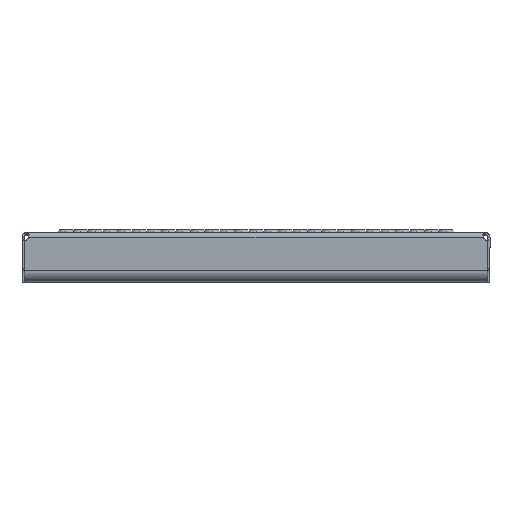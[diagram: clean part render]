
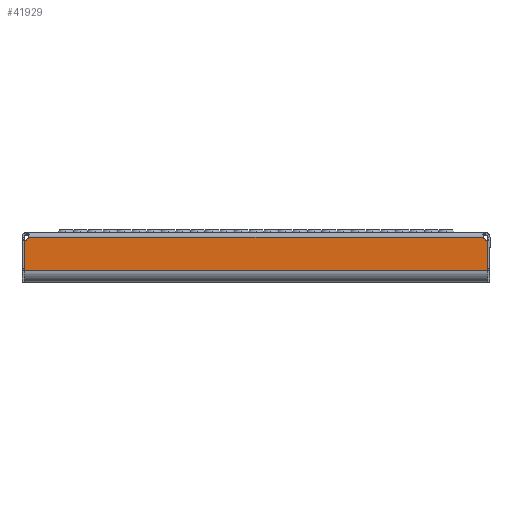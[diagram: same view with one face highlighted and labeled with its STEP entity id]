
A CAD part, top view. The second image highlights one B-rep face of the part: STEP entity #41929.
In plain terms, the highlighted planar face has unit normal (0, 0, 1).
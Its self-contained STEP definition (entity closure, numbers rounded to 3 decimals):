
#4151 = CARTESIAN_POINT ( 'NONE',  ( -199., -2.288, 75. ) ) ;
#4152 = DIRECTION ( 'NONE',  ( 0., 0., -1. ) ) ;
#4153 = DIRECTION ( 'NONE',  ( 0., -1., 0. ) ) ;
#4154 = CARTESIAN_POINT ( 'NONE',  ( -197.99, -32.498, 75. ) ) ;
#4155 = DIRECTION ( 'NONE',  ( 1., 0., 0. ) ) ;
#4156 = CARTESIAN_POINT ( 'NONE',  ( 199., -2.288, 75. ) ) ;
#4157 = DIRECTION ( 'NONE',  ( 0., 0., -1. ) ) ;
#4158 = DIRECTION ( 'NONE',  ( 0., -1., 0. ) ) ;
#4167 = CARTESIAN_POINT ( 'NONE',  ( 197.99, -7.185, 75. ) ) ;
#4168 = DIRECTION ( 'NONE',  ( 0., 1., 0. ) ) ;
#4175 = CARTESIAN_POINT ( 'NONE',  ( -199., -4., 75. ) ) ;
#4176 = DIRECTION ( 'NONE',  ( 1., 0., 0. ) ) ;
#4265 = CARTESIAN_POINT ( 'NONE',  ( -197.99, -7.185, 75. ) ) ;
#4266 = DIRECTION ( 'NONE',  ( 0., -1., 0. ) ) ;
#6826 = CIRCLE ( 'NONE', #6828, 5. ) ;
#6828 = AXIS2_PLACEMENT_3D ( 'NONE', #4151, #4152, #4153 ) ;
#6829 = CIRCLE ( 'NONE', #6831, 5. ) ;
#6830 = VECTOR ( 'NONE', #4155, 1000. ) ;
#6831 = AXIS2_PLACEMENT_3D ( 'NONE', #4156, #4157, #4158 ) ;
#6836 = VECTOR ( 'NONE', #4168, 1000. ) ;
#6840 = VECTOR ( 'NONE', #4176, 1000. ) ;
#6844 = VECTOR ( 'NONE', #4266, 1000. ) ;
#16304 = LINE ( 'NONE', #4154, #6830 ) ;
#16306 = LINE ( 'NONE', #4167, #6836 ) ;
#16310 = LINE ( 'NONE', #4175, #6840 ) ;
#16313 = LINE ( 'NONE', #4265, #6844 ) ;
#16613 = CARTESIAN_POINT ( 'NONE',  ( 197.99, -7.185, 75. ) ) ;
#16617 = CARTESIAN_POINT ( 'NONE',  ( 197.99, -32.498, 75. ) ) ;
#16623 = CARTESIAN_POINT ( 'NONE',  ( 194.302, -4., 75. ) ) ;
#16625 = CARTESIAN_POINT ( 'NONE',  ( -194.302, -4., 75. ) ) ;
#16629 = CARTESIAN_POINT ( 'NONE',  ( -197.99, -7.185, 75. ) ) ;
#16631 = CARTESIAN_POINT ( 'NONE',  ( -197.99, -32.498, 75. ) ) ;
#23303 = EDGE_CURVE ( 'NONE', #39674, #39676, #6826, .T. ) ;
#23304 = EDGE_CURVE ( 'NONE', #39677, #39670, #16304, .T. ) ;
#23305 = EDGE_CURVE ( 'NONE', #39668, #39673, #6829, .T. ) ;
#23309 = EDGE_CURVE ( 'NONE', #39670, #39668, #16306, .T. ) ;
#23313 = EDGE_CURVE ( 'NONE', #39674, #39673, #16310, .T. ) ;
#23326 = EDGE_CURVE ( 'NONE', #39676, #39677, #16313, .T. ) ;
#31147 = ORIENTED_EDGE ( 'NONE', *, *, #23313, .F. ) ;
#31148 = ORIENTED_EDGE ( 'NONE', *, *, #23309, .T. ) ;
#31149 = ORIENTED_EDGE ( 'NONE', *, *, #23304, .T. ) ;
#31355 = ORIENTED_EDGE ( 'NONE', *, *, #23326, .T. ) ;
#31356 = ORIENTED_EDGE ( 'NONE', *, *, #23303, .T. ) ;
#31357 = ORIENTED_EDGE ( 'NONE', *, *, #23305, .T. ) ;
#39668 = VERTEX_POINT ( 'NONE', #16613 ) ;
#39670 = VERTEX_POINT ( 'NONE', #16617 ) ;
#39673 = VERTEX_POINT ( 'NONE', #16623 ) ;
#39674 = VERTEX_POINT ( 'NONE', #16625 ) ;
#39676 = VERTEX_POINT ( 'NONE', #16629 ) ;
#39677 = VERTEX_POINT ( 'NONE', #16631 ) ;
#41929 = ADVANCED_FACE ( 'NONE', ( #44572 ), #51719, .T. ) ;
#44572 = FACE_OUTER_BOUND ( 'NONE', #46584, .T. ) ;
#46584 = EDGE_LOOP ( 'NONE', ( #31149, #31148, #31357, #31147, #31356, #31355 ) ) ;
#51719 = PLANE ( 'NONE',  #59334 ) ;
#51720 = CARTESIAN_POINT ( 'NONE',  ( -199., 145.712, 75. ) ) ;
#51721 = DIRECTION ( 'NONE',  ( 0., 0., 1. ) ) ;
#51722 = DIRECTION ( 'NONE',  ( 0., -1., 0. ) ) ;
#59334 = AXIS2_PLACEMENT_3D ( 'NONE', #51720, #51721, #51722 ) ;
